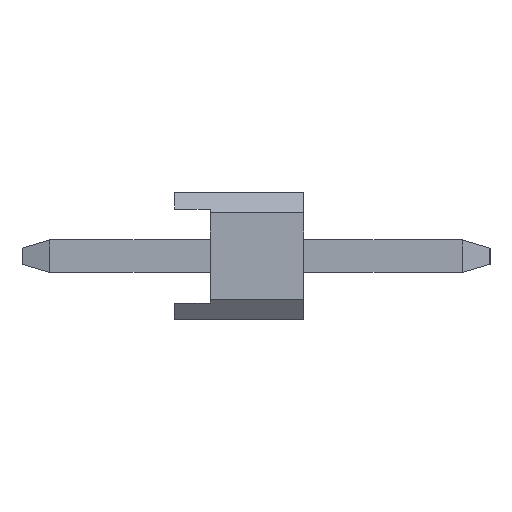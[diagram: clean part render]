
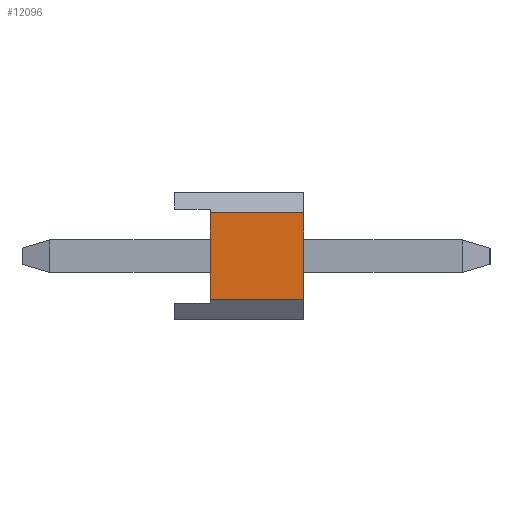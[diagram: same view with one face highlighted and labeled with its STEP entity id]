
A CAD part, left-side view. The second image highlights one B-rep face of the part: STEP entity #12096.
In plain terms, the highlighted planar face has unit normal (-1, 0, 0).
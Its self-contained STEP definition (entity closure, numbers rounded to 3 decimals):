
#5050=VERTEX_POINT('',#14615);
#5334=VERTEX_POINT('',#14932);
#6098=VERTEX_POINT('',#15774);
#6454=EDGE_CURVE('',#6098,#5050,#16168,.T.);
#7448=VERTEX_POINT('',#17262);
#7466=EDGE_CURVE('',#5050,#7448,#17280,.T.);
#10838=EDGE_CURVE('',#5334,#6098,#21006,.T.);
#11264=EDGE_CURVE('',#5334,#7448,#21509,.T.);
#12096=ADVANCED_FACE('',(#22423),#22424,.T.);
#14615=CARTESIAN_POINT('',(-39.27,-2.54,-0.851));
#14932=CARTESIAN_POINT('',(-39.27,-0.7,0.851));
#15774=CARTESIAN_POINT('',(-39.27,-0.7,-0.851));
#16168=LINE('',#27514,#27515);
#17262=CARTESIAN_POINT('',(-39.27,-2.54,0.851));
#17280=LINE('',#29124,#29125);
#21006=LINE('',#34514,#34515);
#21509=LINE('',#35233,#35234);
#22423=FACE_OUTER_BOUND('',#36576,.T.);
#22424=PLANE('',#36577);
#27514=CARTESIAN_POINT('',(-39.27,0.,-0.851));
#27515=VECTOR('',#41897,1.0);
#29124=CARTESIAN_POINT('',(-39.27,-2.54,0.851));
#29125=VECTOR('',#42978,1.0);
#34514=CARTESIAN_POINT('',(-39.27,-0.7,-0.426));
#34515=VECTOR('',#46828,1.0);
#35233=CARTESIAN_POINT('',(-39.27,0.,0.851));
#35234=VECTOR('',#47670,1.0);
#36576=EDGE_LOOP('',(#48570,#48571,#48572,#48573));
#36577=AXIS2_PLACEMENT_3D('',#48574,#48575,#48576);
#41897=DIRECTION('',(0.0,-1.0,0.));
#42978=DIRECTION('',(0.0,0.,1.0));
#46828=DIRECTION('',(0.0,0.,-1.0));
#47670=DIRECTION('',(0.0,-1.0,0.));
#48570=ORIENTED_EDGE('',*,*,#10838,.T.);
#48571=ORIENTED_EDGE('',*,*,#6454,.T.);
#48572=ORIENTED_EDGE('',*,*,#7466,.T.);
#48573=ORIENTED_EDGE('',*,*,#11264,.F.);
#48574=CARTESIAN_POINT('',(-39.27,0.,-0.851));
#48575=DIRECTION('',(-1.0,0.0,0.0));
#48576=DIRECTION('',(0.0,0.,-1.0));
